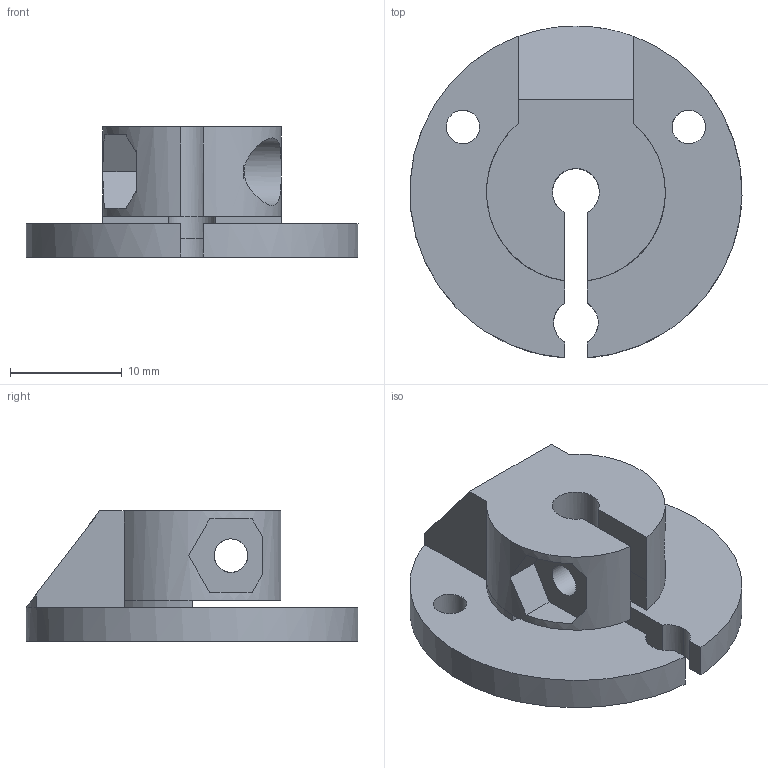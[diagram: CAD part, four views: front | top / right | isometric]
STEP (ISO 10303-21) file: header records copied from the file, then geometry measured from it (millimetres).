
FILE_DESCRIPTION(/* description */ (''),/* implementation_level */ '2;1');
FILE_NAME(/* name */ 'mDC4_4',/* time_stamp */ '2024-11-26T18:36:16+03:00',/* author */ (''),/* organization */ (''),/* preprocessor_version */ 'ST-DEVELOPER v16.5',/* originating_system */ 'Rhino 7.23',/* authorisation */ '');
FILE_SCHEMA (('CONFIG_CONTROL_DESIGN'));
Length unit declared in the file: millimetre
Products named in the file (1): Document
Bounding box: 29.71 x 29.7 x 11.64 mm (x, y, z)
Volume: 3547.5 mm3; surface area: 2640.6 mm2
Topology: 1 solids, 1 shells, 48 faces, 139 edges, 93 vertices
Faces by surface type: plane 27, cylinder 21
Full cylindrical faces by diameter (mm): 3 x4, 6.039 x1
Entity records: 1616 total; most frequent: CARTESIAN_POINT 647, ORIENTED_EDGE 278, EDGE_CURVE 139, VERTEX_POINT 93, B_SPLINE_CURVE_WITH_KNOTS 69, EDGE_LOOP 56, DIRECTION 50, ADVANCED_FACE 48
